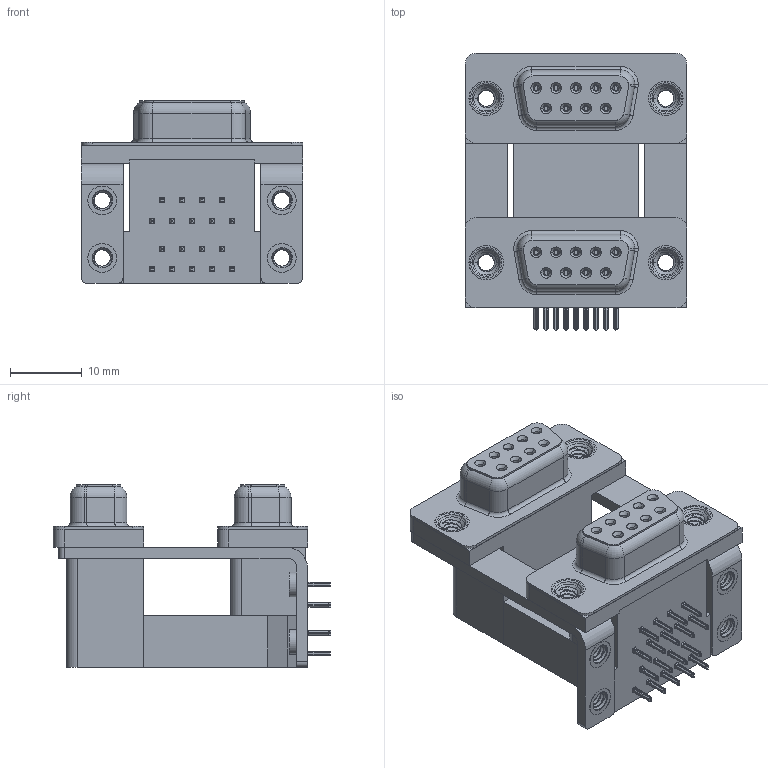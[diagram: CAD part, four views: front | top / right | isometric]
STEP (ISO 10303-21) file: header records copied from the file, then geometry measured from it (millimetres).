
FILE_DESCRIPTION (( 'STEP AP203' ), '1' );
FILE_NAME ('662-009-364-058.STEP', '2022-06-16T20:24:33', ( '' ), ( '' ), 'SwSTEP 2.0', 'SolidWorks 2020', '' );
FILE_SCHEMA (( 'CONFIG_CONTROL_DESIGN' ));
Length unit declared in the file: millimetre
Products named in the file (12): 662-009-364-058; 662 4-40 Threaded Board Mount; 662 Contact Top Lower; 662 Contact Bottom Lower; 662 Housing Upper_09 Contacts H; 662 Threaded Rivet_4-40; 662 Housing Lower_09 Contacts; 662 Contact Top Upper_H; 662 Shell_09 Contacts; 662 Housing Spacer_09 Contacts H; 662 Mounting Bracket_ThruH; 662 Contact Bottom Upper_H
Assembly tree (33 placements, depth 2):
  662-009-364-058
    662 Housing Lower_09 Contacts
    662 Housing Spacer_09 Contacts H
    662 Housing Upper_09 Contacts H
    662 Shell_09 Contacts  x2
    662 Contact Bottom Lower  x4
    662 Contact Top Lower  x5
    662 Contact Bottom Upper_H  x4
    662 Contact Top Upper_H  x5
    662 Mounting Bracket_ThruH  x2
    662 4-40 Threaded Board Mount  x4
    662 Threaded Rivet_4-40  x4
Bounding box: 30.81 x 38.59 x 25.4 mm (x, y, z)
Volume: 11877.4 mm3; surface area: 13977.4 mm2
Topology: 33 solids, 33 shells, 3250 faces, 8464 edges, 5320 vertices
Faces by surface type: plane 1386, cylinder 872, bspline 640, cone 276, torus 76
Entity records: 44309 total; most frequent: CARTESIAN_POINT 16097, ORIENTED_EDGE 5778, DIRECTION 4912, EDGE_CURVE 2889, VERTEX_POINT 1837, VECTOR 1792, LINE 1792, AXIS2_PLACEMENT_3D 1560
